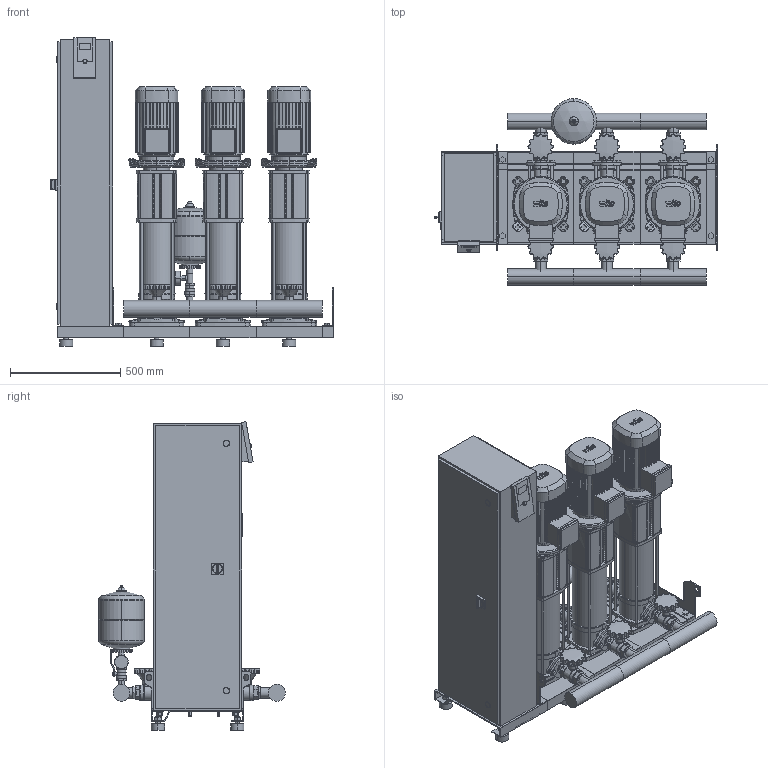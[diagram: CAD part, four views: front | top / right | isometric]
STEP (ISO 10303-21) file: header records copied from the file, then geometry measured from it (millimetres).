
FILE_DESCRIPTION((''),'2;1');
FILE_NAME('3d_SiBoostSmartFC3HELIXV1010-2536135.stp','2016-01-25T11:17:08',(''),(''),'Mechanical Desktop 2009','Mechanical Desktop 2009',', , ');
FILE_SCHEMA(('CONFIG_CONTROL_DESIGN'));
Length unit declared in the file: millimetre
Products named in the file (1): Product
Bounding box: 1280 x 845.05 x 1398.4 mm (x, y, z)
Volume: 234566004.4 mm3; surface area: 12831531.6 mm2
Topology: 168 solids, 168 shells, 5431 faces, 14089 edges, 9220 vertices
Faces by surface type: plane 2181, bspline 1564, cylinder 1336, cone 234, torus 92, sphere 24
Entity records: 177465 total; most frequent: CARTESIAN_POINT 45323, ORIENTED_EDGE 28146, DIRECTION 25559, EDGE_CURVE 14073, VERTEX_POINT 9216, VECTOR 9051, LINE 9051, AXIS2_PLACEMENT_3D 8254
